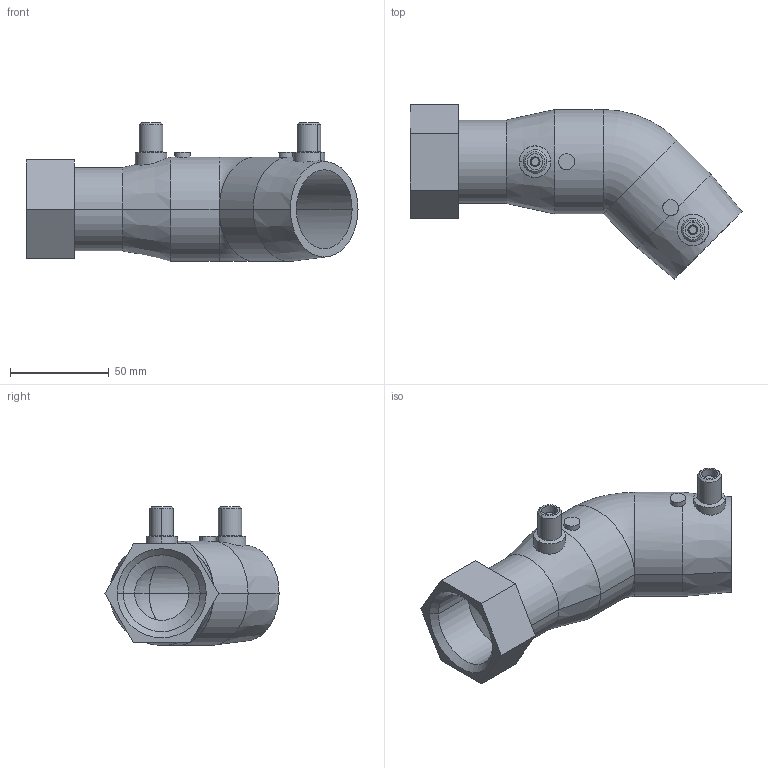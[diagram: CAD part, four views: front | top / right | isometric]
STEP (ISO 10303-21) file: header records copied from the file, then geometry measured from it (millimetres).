
FILE_DESCRIPTION( ( '' ), '1' );
FILE_NAME( 'HEFLO-A 040-R032.stp', '2015-08-31T14:35:57', ( '' ), ( '' ), ' ', ' ', ' ' );
FILE_SCHEMA( ( 'automotive_design' ) );
Length unit declared in the file: millimetre
Products named in the file (1): 1
Bounding box: 168.53 x 88.42 x 70.5 mm (x, y, z)
Volume: 163337 mm3; surface area: 51846.3 mm2
Topology: 1 solids, 1 shells, 82 faces, 178 edges, 108 vertices
Faces by surface type: cylinder 34, plane 24, cone 20, torus 4
Entity records: 4858 total; most frequent: CARTESIAN_POINT 924, DIRECTION 408, STYLED_ITEM 369, PRESENTATION_STYLE_ASSIGNMENT 369, COLOUR_RGB 369, ORIENTED_EDGE 356, EDGE_CURVE 178, CURVE_STYLE 178
